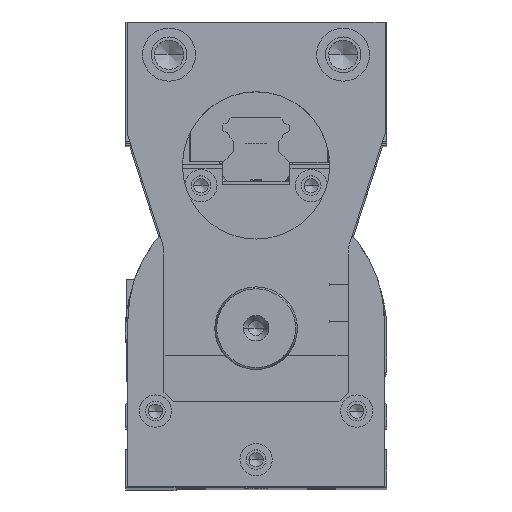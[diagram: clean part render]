
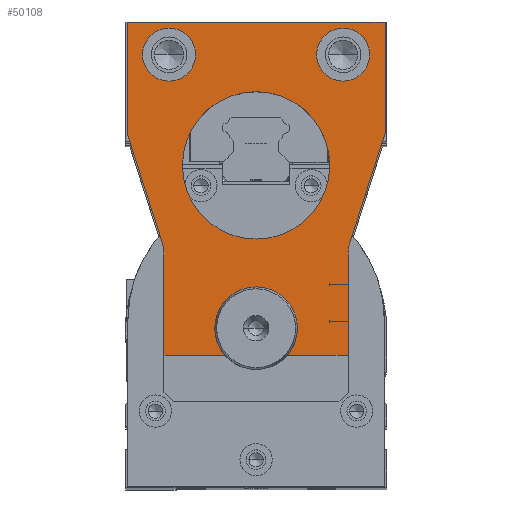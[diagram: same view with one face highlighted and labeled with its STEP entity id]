
A CAD part, top view. The second image highlights one B-rep face of the part: STEP entity #50108.
In plain terms, the highlighted planar face has unit normal (0, 0, 1).
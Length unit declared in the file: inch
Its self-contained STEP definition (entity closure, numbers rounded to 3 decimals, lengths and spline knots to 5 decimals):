
#1403=CARTESIAN_POINT('',(-1.,2.2095,19.16386));
#1404=VERTEX_POINT('',#1403);
#1420=CARTESIAN_POINT('',(1.,2.2095,19.16386));
#1421=VERTEX_POINT('',#1420);
#1428=CARTESIAN_POINT('',(0.,2.2095,19.16386));
#1429=DIRECTION('',(0.0,0.0,-1.0));
#1430=DIRECTION('',(-1.0,0.0,0.0));
#1431=AXIS2_PLACEMENT_3D('',#1428,#1429,#1430);
#1432=CIRCLE('',#1431,1.0);
#1433=EDGE_CURVE('',#1404,#1421,#1432,.T.);
#1529=CARTESIAN_POINT('',(-1.54038,3.7115,19.16386));
#1530=VERTEX_POINT('',#1529);
#1546=CARTESIAN_POINT('',(-0.82163,3.7115,19.16386));
#1547=VERTEX_POINT('',#1546);
#1554=CARTESIAN_POINT('',(-1.181,3.7115,19.16386));
#1555=DIRECTION('',(0.0,0.0,-1.0));
#1556=DIRECTION('',(-1.0,0.0,0.0));
#1557=AXIS2_PLACEMENT_3D('',#1554,#1555,#1556);
#1558=CIRCLE('',#1557,0.35938);
#1559=EDGE_CURVE('',#1530,#1547,#1558,.T.);
#1655=CARTESIAN_POINT('',(0.82162,3.7115,19.16386));
#1656=VERTEX_POINT('',#1655);
#1672=CARTESIAN_POINT('',(1.54037,3.7115,19.16386));
#1673=VERTEX_POINT('',#1672);
#1680=CARTESIAN_POINT('',(1.181,3.7115,19.16386));
#1681=DIRECTION('',(0.0,0.0,-1.0));
#1682=DIRECTION('',(-1.0,0.0,0.0));
#1683=AXIS2_PLACEMENT_3D('',#1680,#1681,#1682);
#1684=CIRCLE('',#1683,0.35938);
#1685=EDGE_CURVE('',#1656,#1673,#1684,.T.);
#2529=CARTESIAN_POINT('',(-0.5605,0.,19.16386));
#2530=VERTEX_POINT('',#2529);
#2546=CARTESIAN_POINT('',(0.5605,0.,19.16386));
#2547=VERTEX_POINT('',#2546);
#2554=CARTESIAN_POINT('',(0.,0.5605,19.16386));
#2555=VERTEX_POINT('',#2554);
#2556=CARTESIAN_POINT('',(0.,0.,19.16386));
#2557=DIRECTION('',(0.0,0.0,-1.0));
#2558=DIRECTION('',(-1.0,0.0,0.0));
#2559=AXIS2_PLACEMENT_3D('',#2556,#2557,#2558);
#2560=CIRCLE('',#2559,0.5605);
#2561=EDGE_CURVE('',#2555,#2547,#2560,.T.);
#2563=CARTESIAN_POINT('',(0.,0.,19.16386));
#2564=DIRECTION('',(0.0,0.0,-1.0));
#2565=DIRECTION('',(-1.0,0.0,0.0));
#2566=AXIS2_PLACEMENT_3D('',#2563,#2564,#2565);
#2567=CIRCLE('',#2566,0.5605);
#2568=EDGE_CURVE('',#2530,#2555,#2567,.T.);
#27460=CARTESIAN_POINT('',(-0.42234,-0.3685,19.16386));
#27461=VERTEX_POINT('',#27460);
#27462=CARTESIAN_POINT('',(0.42234,-0.3685,19.16386));
#27463=VERTEX_POINT('',#27462);
#27471=CARTESIAN_POINT('',(-1.25,-0.3685,19.16386));
#27472=VERTEX_POINT('',#27471);
#27473=CARTESIAN_POINT('',(-0.42234,-0.3685,19.16386));
#27474=DIRECTION('',(-1.0,0.0,0.0));
#27475=VECTOR('',#27474,0.82766);
#27476=LINE('',#27473,#27475);
#27477=EDGE_CURVE('',#27461,#27472,#27476,.T.);
#27495=CARTESIAN_POINT('',(1.25,-0.3685,19.16386));
#27496=VERTEX_POINT('',#27495);
#27503=CARTESIAN_POINT('',(1.25,-0.3685,19.16386));
#27504=DIRECTION('',(-1.0,0.0,0.0));
#27505=VECTOR('',#27504,0.82766);
#27506=LINE('',#27503,#27505);
#27507=EDGE_CURVE('',#27496,#27463,#27506,.T.);
#49752=CARTESIAN_POINT('',(0.,0.,19.16386));
#49753=DIRECTION('',(0.0,0.0,-1.0));
#49754=DIRECTION('',(-1.0,0.0,0.0));
#49755=AXIS2_PLACEMENT_3D('',#49752,#49753,#49754);
#49756=CIRCLE('',#49755,0.5605);
#49757=EDGE_CURVE('',#27461,#2530,#49756,.T.);
#49760=CARTESIAN_POINT('',(0.,0.,19.16386));
#49761=DIRECTION('',(0.0,0.0,-1.0));
#49762=DIRECTION('',(-1.0,0.0,0.0));
#49763=AXIS2_PLACEMENT_3D('',#49760,#49761,#49762);
#49764=CIRCLE('',#49763,0.5605);
#49765=EDGE_CURVE('',#2547,#27463,#49764,.T.);
#49993=CARTESIAN_POINT('',(0.,1.92081,19.16386));
#49994=DIRECTION('',(0.0,0.0,1.0));
#49995=DIRECTION('',(-1.0,0.0,0.0));
#49996=AXIS2_PLACEMENT_3D('',#49993,#49994,#49995);
#49997=PLANE('',#49996);
#49998=ORIENTED_EDGE('',*,*,#49757,.T.);
#49999=ORIENTED_EDGE('',*,*,#2568,.T.);
#50000=ORIENTED_EDGE('',*,*,#2561,.T.);
#50001=ORIENTED_EDGE('',*,*,#49765,.T.);
#50002=ORIENTED_EDGE('',*,*,#27507,.F.);
#50003=CARTESIAN_POINT('',(1.25,1.0065,19.16386));
#50004=VERTEX_POINT('',#50003);
#50005=CARTESIAN_POINT('',(1.25,1.0065,19.16386));
#50006=DIRECTION('',(0.0,-1.0,0.0));
#50007=VECTOR('',#50006,1.375);
#50008=LINE('',#50005,#50007);
#50009=EDGE_CURVE('',#50004,#27496,#50008,.T.);
#50010=ORIENTED_EDGE('',*,*,#50009,.F.);
#50011=CARTESIAN_POINT('',(1.27397,1.15946,19.16386));
#50012=VERTEX_POINT('',#50011);
#50013=CARTESIAN_POINT('',(1.75,1.0065,19.16386));
#50014=DIRECTION('',(0.,0.,1.0));
#50015=DIRECTION('',(0.952,-0.306,0.));
#50016=AXIS2_PLACEMENT_3D('',#50013,#50014,#50015);
#50017=CIRCLE('',#50016,0.5);
#50018=EDGE_CURVE('',#50012,#50004,#50017,.T.);
#50019=ORIENTED_EDGE('',*,*,#50018,.F.);
#50020=CARTESIAN_POINT('',(1.75,2.64092,19.16386));
#50021=VERTEX_POINT('',#50020);
#50022=CARTESIAN_POINT('',(1.75,2.64092,19.16386));
#50023=DIRECTION('',(-0.306,-0.952,0.0));
#50024=VECTOR('',#50023,1.55607);
#50025=LINE('',#50022,#50024);
#50026=EDGE_CURVE('',#50021,#50012,#50025,.T.);
#50027=ORIENTED_EDGE('',*,*,#50026,.F.);
#50028=CARTESIAN_POINT('',(1.75,4.1555,19.16386));
#50029=VERTEX_POINT('',#50028);
#50030=CARTESIAN_POINT('',(1.75,4.1555,19.16386));
#50031=DIRECTION('',(0.0,-1.0,0.0));
#50032=VECTOR('',#50031,1.51458);
#50033=LINE('',#50030,#50032);
#50034=EDGE_CURVE('',#50029,#50021,#50033,.T.);
#50035=ORIENTED_EDGE('',*,*,#50034,.F.);
#50036=CARTESIAN_POINT('',(-1.75,4.1555,19.16386));
#50037=VERTEX_POINT('',#50036);
#50038=CARTESIAN_POINT('',(-1.75,4.1555,19.16386));
#50039=DIRECTION('',(1.0,0.0,0.0));
#50040=VECTOR('',#50039,3.5);
#50041=LINE('',#50038,#50040);
#50042=EDGE_CURVE('',#50037,#50029,#50041,.T.);
#50043=ORIENTED_EDGE('',*,*,#50042,.F.);
#50044=CARTESIAN_POINT('',(-1.75,2.64092,19.16386));
#50045=VERTEX_POINT('',#50044);
#50046=CARTESIAN_POINT('',(-1.75,2.64092,19.16386));
#50047=DIRECTION('',(0.0,1.0,0.0));
#50048=VECTOR('',#50047,1.51458);
#50049=LINE('',#50046,#50048);
#50050=EDGE_CURVE('',#50045,#50037,#50049,.T.);
#50051=ORIENTED_EDGE('',*,*,#50050,.F.);
#50052=CARTESIAN_POINT('',(-1.27397,1.15946,19.16386));
#50053=VERTEX_POINT('',#50052);
#50054=CARTESIAN_POINT('',(-1.27397,1.15946,19.16386));
#50055=DIRECTION('',(-0.306,0.952,0.0));
#50056=VECTOR('',#50055,1.55607);
#50057=LINE('',#50054,#50056);
#50058=EDGE_CURVE('',#50053,#50045,#50057,.T.);
#50059=ORIENTED_EDGE('',*,*,#50058,.F.);
#50060=CARTESIAN_POINT('',(-1.25,1.0065,19.16386));
#50061=VERTEX_POINT('',#50060);
#50062=CARTESIAN_POINT('',(-1.75,1.0065,19.16386));
#50063=DIRECTION('',(0.0,0.0,1.0));
#50064=DIRECTION('',(-1.0,0.0,0.0));
#50065=AXIS2_PLACEMENT_3D('',#50062,#50063,#50064);
#50066=CIRCLE('',#50065,0.5);
#50067=EDGE_CURVE('',#50061,#50053,#50066,.T.);
#50068=ORIENTED_EDGE('',*,*,#50067,.F.);
#50069=CARTESIAN_POINT('',(-1.25,-0.3685,19.16386));
#50070=DIRECTION('',(0.0,1.0,0.0));
#50071=VECTOR('',#50070,1.375);
#50072=LINE('',#50069,#50071);
#50073=EDGE_CURVE('',#27472,#50061,#50072,.T.);
#50074=ORIENTED_EDGE('',*,*,#50073,.F.);
#50075=ORIENTED_EDGE('',*,*,#27477,.F.);
#50076=EDGE_LOOP('',(#49998,#49999,#50000,#50001,#50002,#50010,#50019,#50027,#50035,#50043,#50051,#50059,#50068,#50074,#50075));
#50077=FACE_OUTER_BOUND('',#50076,.T.);
#50078=ORIENTED_EDGE('',*,*,#1433,.T.);
#50079=CARTESIAN_POINT('',(0.,2.2095,19.16386));
#50080=DIRECTION('',(0.0,0.0,-1.0));
#50081=DIRECTION('',(-1.0,0.0,0.0));
#50082=AXIS2_PLACEMENT_3D('',#50079,#50080,#50081);
#50083=CIRCLE('',#50082,1.0);
#50084=EDGE_CURVE('',#1421,#1404,#50083,.T.);
#50085=ORIENTED_EDGE('',*,*,#50084,.T.);
#50086=EDGE_LOOP('',(#50078,#50085));
#50087=FACE_BOUND('',#50086,.T.);
#50088=ORIENTED_EDGE('',*,*,#1559,.T.);
#50089=CARTESIAN_POINT('',(-1.181,3.7115,19.16386));
#50090=DIRECTION('',(0.0,0.0,-1.0));
#50091=DIRECTION('',(-1.0,0.0,0.0));
#50092=AXIS2_PLACEMENT_3D('',#50089,#50090,#50091);
#50093=CIRCLE('',#50092,0.35938);
#50094=EDGE_CURVE('',#1547,#1530,#50093,.T.);
#50095=ORIENTED_EDGE('',*,*,#50094,.T.);
#50096=EDGE_LOOP('',(#50088,#50095));
#50097=FACE_BOUND('',#50096,.T.);
#50098=ORIENTED_EDGE('',*,*,#1685,.T.);
#50099=CARTESIAN_POINT('',(1.181,3.7115,19.16386));
#50100=DIRECTION('',(0.0,0.0,-1.0));
#50101=DIRECTION('',(-1.0,0.0,0.0));
#50102=AXIS2_PLACEMENT_3D('',#50099,#50100,#50101);
#50103=CIRCLE('',#50102,0.35938);
#50104=EDGE_CURVE('',#1673,#1656,#50103,.T.);
#50105=ORIENTED_EDGE('',*,*,#50104,.T.);
#50106=EDGE_LOOP('',(#50098,#50105));
#50107=FACE_BOUND('',#50106,.T.);
#50108=ADVANCED_FACE('',(#50077,#50087,#50097,#50107),#49997,.T.);
